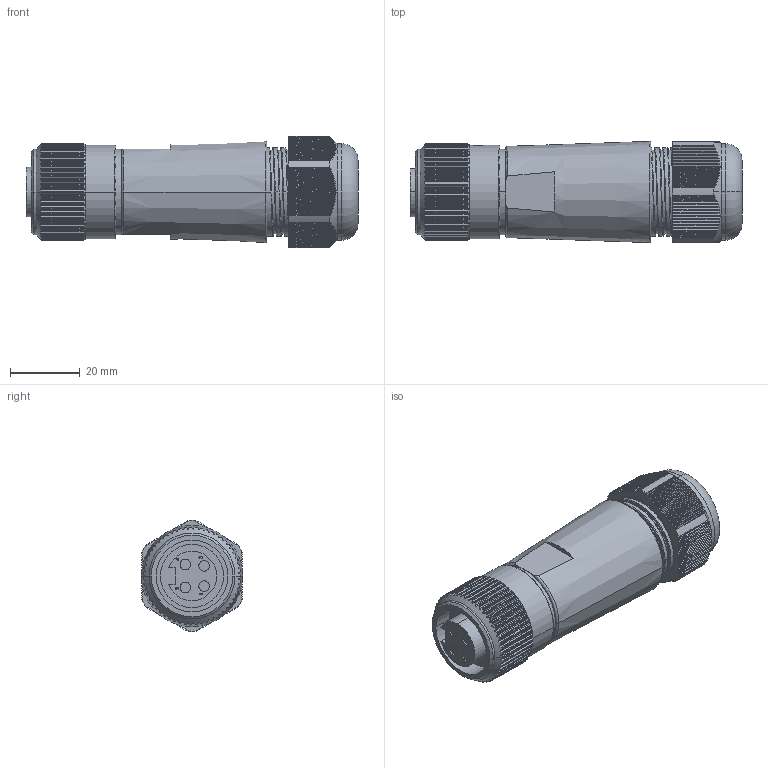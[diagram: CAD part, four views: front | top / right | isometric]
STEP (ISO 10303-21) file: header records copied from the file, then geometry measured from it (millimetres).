
FILE_DESCRIPTION (( 'STEP AP214' ), '1' );
FILE_NAME ('ZP-S1C-4FP-FWX.step', '2016-03-08T22:16:24', ( '' ), ( '' ), 'SwSTEP 2.0', 'SolidWorks 2015', '' );
FILE_SCHEMA (( 'AUTOMOTIVE_DESIGN' ));
Length unit declared in the file: millimetre
Products named in the file (1): ZP-S1C-4FP-FWX
Bounding box: 95.34 x 29.06 x 31.9 mm (x, y, z)
Volume: 49710.7 mm3; surface area: 16414.9 mm2
Topology: 4 solids, 4 shells, 863 faces, 2495 edges, 1653 vertices
Faces by surface type: plane 509, cylinder 303, bspline 28, torus 13, cone 10
Entity records: 34059 total; most frequent: CARTESIAN_POINT 13233, ORIENTED_EDGE 4990, DIRECTION 3356, EDGE_CURVE 2495, VERTEX_POINT 1653, LINE 1218, VECTOR 1218, AXIS2_PLACEMENT_3D 1069
